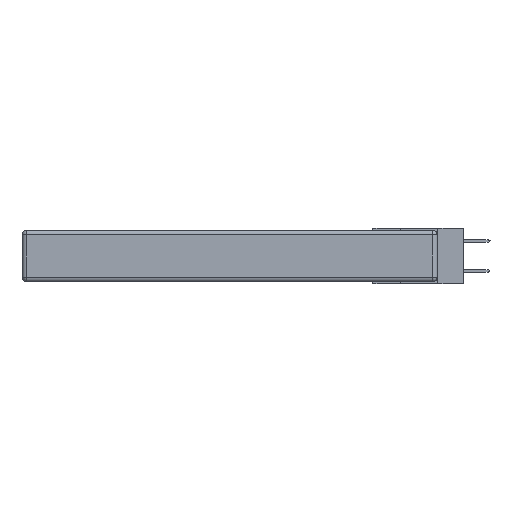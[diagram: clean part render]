
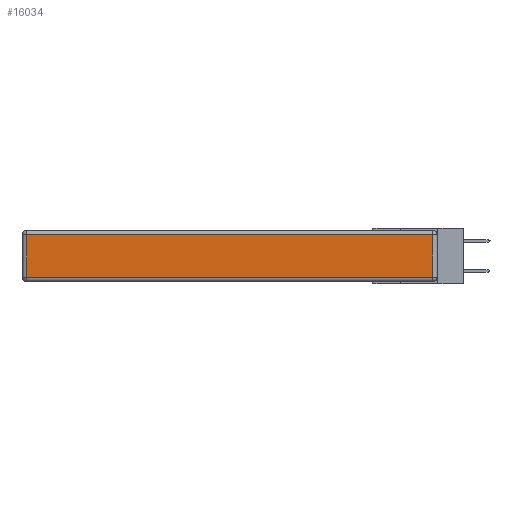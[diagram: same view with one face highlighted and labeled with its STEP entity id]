
A CAD part, left-side view. The second image highlights one B-rep face of the part: STEP entity #16034.
In plain terms, the highlighted planar face has unit normal (-1, 0, 0).
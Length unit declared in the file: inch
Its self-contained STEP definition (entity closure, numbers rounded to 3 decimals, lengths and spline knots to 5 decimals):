
#1597 = LINE ( 'NONE', #15150, #18756 ) ;
#1945 = DIRECTION ( 'NONE',  ( 0., 0., 1. ) ) ;
#3453 = VECTOR ( 'NONE', #13794, 39.37008 ) ;
#3904 = ORIENTED_EDGE ( 'NONE', *, *, #23052, .T. ) ;
#4543 = VECTOR ( 'NONE', #20428, 39.37008 ) ;
#4622 = LINE ( 'NONE', #20519, #3453 ) ;
#5440 = CARTESIAN_POINT ( 'NONE',  ( 0., 0.03, -0.343 ) ) ;
#5462 = PLANE ( 'NONE',  #9554 ) ;
#7405 = LINE ( 'NONE', #5440, #19166 ) ;
#7453 = VERTEX_POINT ( 'NONE', #8099 ) ;
#7619 = VERTEX_POINT ( 'NONE', #15437 ) ;
#8099 = CARTESIAN_POINT ( 'NONE',  ( 0., 0.03, -0.03 ) ) ;
#8148 = FACE_OUTER_BOUND ( 'NONE', #16641, .T. ) ;
#8173 = EDGE_CURVE ( 'NONE', #7453, #18324, #4622, .T. ) ;
#9005 = EDGE_CURVE ( 'NONE', #11699, #7453, #7405, .T. ) ;
#9554 = AXIS2_PLACEMENT_3D ( 'NONE', #18003, #15112, #16625 ) ;
#10058 = CARTESIAN_POINT ( 'NONE',  ( 0., 2.72, -0.03 ) ) ;
#11699 = VERTEX_POINT ( 'NONE', #20009 ) ;
#12005 = EDGE_CURVE ( 'NONE', #18324, #7619, #1597, .T. ) ;
#12386 = ORIENTED_EDGE ( 'NONE', *, *, #8173, .T. ) ;
#13296 = LINE ( 'NONE', #20651, #4543 ) ;
#13794 = DIRECTION ( 'NONE',  ( 0., 1., 0. ) ) ;
#14421 = ORIENTED_EDGE ( 'NONE', *, *, #12005, .T. ) ;
#15112 = DIRECTION ( 'NONE',  ( -1., 0., 0. ) ) ;
#15150 = CARTESIAN_POINT ( 'NONE',  ( 0., 2.72, -0.343 ) ) ;
#15437 = CARTESIAN_POINT ( 'NONE',  ( 0., 2.72, -0.313 ) ) ;
#16034 = ADVANCED_FACE ( 'NONE', ( #8148 ), #5462, .T. ) ;
#16625 = DIRECTION ( 'NONE',  ( 0., 0., 1. ) ) ;
#16641 = EDGE_LOOP ( 'NONE', ( #3904, #20457, #12386, #14421 ) ) ;
#18003 = CARTESIAN_POINT ( 'NONE',  ( 0., 0., -0.343 ) ) ;
#18324 = VERTEX_POINT ( 'NONE', #10058 ) ;
#18756 = VECTOR ( 'NONE', #20746, 39.37008 ) ;
#19166 = VECTOR ( 'NONE', #1945, 39.37008 ) ;
#20009 = CARTESIAN_POINT ( 'NONE',  ( 0., 0.03, -0.313 ) ) ;
#20428 = DIRECTION ( 'NONE',  ( 0., -1., 0. ) ) ;
#20457 = ORIENTED_EDGE ( 'NONE', *, *, #9005, .T. ) ;
#20519 = CARTESIAN_POINT ( 'NONE',  ( 0., 2.75, -0.03 ) ) ;
#20651 = CARTESIAN_POINT ( 'NONE',  ( 0., 0., -0.313 ) ) ;
#20746 = DIRECTION ( 'NONE',  ( 0., 0., -1. ) ) ;
#23052 = EDGE_CURVE ( 'NONE', #7619, #11699, #13296, .T. ) ;
